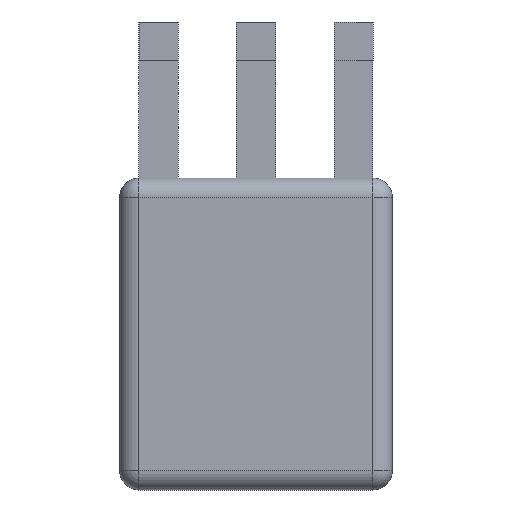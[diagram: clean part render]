
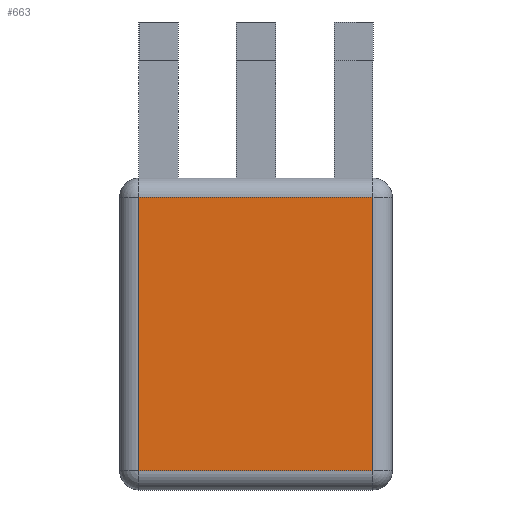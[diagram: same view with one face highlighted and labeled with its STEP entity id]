
A CAD part, front view. The second image highlights one B-rep face of the part: STEP entity #663.
In plain terms, the highlighted planar face has unit normal (0, -1, 0).
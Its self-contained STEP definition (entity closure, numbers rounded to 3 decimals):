
#546 = VERTEX_POINT ( 'NONE', #2105 ) ;
#559 = ORIENTED_EDGE ( 'NONE', *, *, #561, .T. ) ;
#560 = ORIENTED_EDGE ( 'NONE', *, *, #606, .T. ) ;
#561 = EDGE_CURVE ( 'NONE', #546, #671, #2132, .T. ) ;
#567 = ORIENTED_EDGE ( 'NONE', *, *, #607, .T. ) ;
#606 = EDGE_CURVE ( 'NONE', #608, #546, #2230, .T. ) ;
#607 = EDGE_CURVE ( 'NONE', #725, #608, #2305, .T. ) ;
#608 = VERTEX_POINT ( 'NONE', #2304 ) ;
#660 = ORIENTED_EDGE ( 'NONE', *, *, #662, .T. ) ;
#662 = EDGE_CURVE ( 'NONE', #671, #725, #2329, .T. ) ;
#663 = ADVANCED_FACE ( 'NONE', ( #2247 ), #2324, .F. ) ;
#671 = VERTEX_POINT ( 'NONE', #2037 ) ;
#674 = EDGE_LOOP ( 'NONE', ( #660, #567, #560, #559 ) ) ;
#725 = VERTEX_POINT ( 'NONE', #2518 ) ;
#2037 = CARTESIAN_POINT ( 'NONE',  ( 3., 0., 3.5 ) ) ;
#2105 = CARTESIAN_POINT ( 'NONE',  ( 3., 0., -3.5 ) ) ;
#2120 = DIRECTION ( 'NONE',  ( 0., 0., 1. ) ) ;
#2121 = VECTOR ( 'NONE', #2120, 1000. ) ;
#2122 = CARTESIAN_POINT ( 'NONE',  ( 3., 0., 4. ) ) ;
#2132 = LINE ( 'NONE', #2122, #2121 ) ;
#2150 = DIRECTION ( 'NONE',  ( 0., 0., 1. ) ) ;
#2151 = DIRECTION ( 'NONE',  ( 0., 1., 0. ) ) ;
#2152 = CARTESIAN_POINT ( 'NONE',  ( 3.5, 0., 4. ) ) ;
#2153 = AXIS2_PLACEMENT_3D ( 'NONE', #2152, #2151, #2150 ) ;
#2229 = CARTESIAN_POINT ( 'NONE',  ( 3.5, 0., -3.5 ) ) ;
#2230 = LINE ( 'NONE', #2229, #2307 ) ;
#2247 = FACE_OUTER_BOUND ( 'NONE', #674, .T. ) ;
#2301 = DIRECTION ( 'NONE',  ( 0., 0., -1. ) ) ;
#2302 = VECTOR ( 'NONE', #2301, 1000. ) ;
#2303 = CARTESIAN_POINT ( 'NONE',  ( -3., 0., 4. ) ) ;
#2304 = CARTESIAN_POINT ( 'NONE',  ( -3., 0., -3.5 ) ) ;
#2305 = LINE ( 'NONE', #2303, #2302 ) ;
#2306 = DIRECTION ( 'NONE',  ( 1., 0., 0. ) ) ;
#2307 = VECTOR ( 'NONE', #2306, 1000. ) ;
#2324 = PLANE ( 'NONE',  #2153 ) ;
#2325 = DIRECTION ( 'NONE',  ( -1., 0., 0. ) ) ;
#2326 = VECTOR ( 'NONE', #2325, 1000. ) ;
#2327 = CARTESIAN_POINT ( 'NONE',  ( 3.5, 0., 3.5 ) ) ;
#2329 = LINE ( 'NONE', #2327, #2326 ) ;
#2518 = CARTESIAN_POINT ( 'NONE',  ( -3., 0., 3.5 ) ) ;
